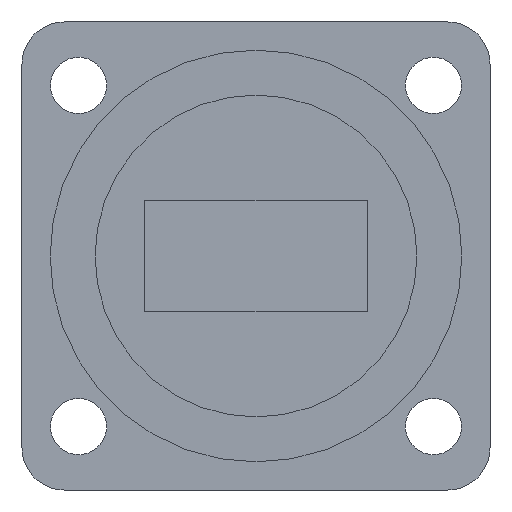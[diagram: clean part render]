
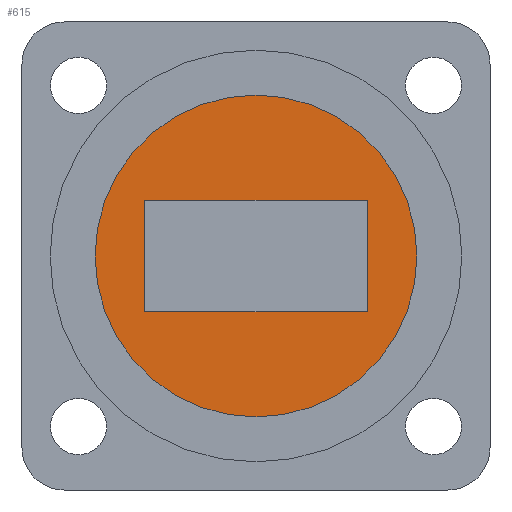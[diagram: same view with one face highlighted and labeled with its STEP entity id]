
A CAD part, left-side view. The second image highlights one B-rep face of the part: STEP entity #615.
In plain terms, the highlighted planar face has unit normal (-1, 0, 0).
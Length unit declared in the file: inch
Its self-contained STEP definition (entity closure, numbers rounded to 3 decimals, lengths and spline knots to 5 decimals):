
#13 = CARTESIAN_POINT ( 'NONE',  ( 0., -0.311, 0.15549 ) ) ;
#22 = VERTEX_POINT ( 'NONE', #1024 ) ;
#43 = DIRECTION ( 'NONE',  ( 0., 0., -1. ) ) ;
#52 = DIRECTION ( 'NONE',  ( 0., 1., 0. ) ) ;
#68 = VECTOR ( 'NONE', #43, 39.37008 ) ;
#119 = EDGE_LOOP ( 'NONE', ( #317, #857 ) ) ;
#137 = DIRECTION ( 'NONE',  ( 0., 0., 1. ) ) ;
#154 = DIRECTION ( 'NONE',  ( 0., -1., 0. ) ) ;
#176 = LINE ( 'NONE', #986, #1144 ) ;
#185 = EDGE_CURVE ( 'NONE', #844, #1178, #376, .T. ) ;
#216 = EDGE_CURVE ( 'NONE', #599, #647, #492, .T. ) ;
#225 = VERTEX_POINT ( 'NONE', #833 ) ;
#280 = CARTESIAN_POINT ( 'NONE',  ( 0., 0.311, 0.15549 ) ) ;
#291 = CIRCLE ( 'NONE', #644, 0.45079 ) ;
#303 = DIRECTION ( 'NONE',  ( 0., -1., 0. ) ) ;
#317 = ORIENTED_EDGE ( 'NONE', *, *, #216, .T. ) ;
#326 = CARTESIAN_POINT ( 'NONE',  ( 0., 0.45079, 0. ) ) ;
#362 = EDGE_CURVE ( 'NONE', #647, #599, #291, .T. ) ;
#376 = LINE ( 'NONE', #280, #666 ) ;
#395 = CARTESIAN_POINT ( 'NONE',  ( 0., -0.311, -0.15549 ) ) ;
#400 = DIRECTION ( 'NONE',  ( -1., 0., 0. ) ) ;
#407 = CARTESIAN_POINT ( 'NONE',  ( 0., 0.311, -0.15549 ) ) ;
#433 = DIRECTION ( 'NONE',  ( 1., 0., 0. ) ) ;
#476 = EDGE_LOOP ( 'NONE', ( #607, #668, #978, #1021 ) ) ;
#492 = CIRCLE ( 'NONE', #589, 0.45079 ) ;
#582 = CARTESIAN_POINT ( 'NONE',  ( 0., 0., 0. ) ) ;
#589 = AXIS2_PLACEMENT_3D ( 'NONE', #819, #1173, #1081 ) ;
#599 = VERTEX_POINT ( 'NONE', #915 ) ;
#606 = CARTESIAN_POINT ( 'NONE',  ( 0., 0., 0. ) ) ;
#607 = ORIENTED_EDGE ( 'NONE', *, *, #185, .F. ) ;
#615 = ADVANCED_FACE ( 'NONE', ( #701, #898 ), #832, .F. ) ;
#644 = AXIS2_PLACEMENT_3D ( 'NONE', #582, #400, #303 ) ;
#647 = VERTEX_POINT ( 'NONE', #326 ) ;
#666 = VECTOR ( 'NONE', #722, 39.37008 ) ;
#668 = ORIENTED_EDGE ( 'NONE', *, *, #926, .F. ) ;
#691 = EDGE_CURVE ( 'NONE', #22, #225, #176, .T. ) ;
#701 = FACE_BOUND ( 'NONE', #476, .T. ) ;
#722 = DIRECTION ( 'NONE',  ( 0., 1., 0. ) ) ;
#795 = LINE ( 'NONE', #395, #1098 ) ;
#812 = AXIS2_PLACEMENT_3D ( 'NONE', #606, #433, #52 ) ;
#819 = CARTESIAN_POINT ( 'NONE',  ( 0., 0., 0. ) ) ;
#832 = PLANE ( 'NONE',  #812 ) ;
#833 = CARTESIAN_POINT ( 'NONE',  ( 0., -0.311, -0.15549 ) ) ;
#844 = VERTEX_POINT ( 'NONE', #13 ) ;
#857 = ORIENTED_EDGE ( 'NONE', *, *, #362, .T. ) ;
#887 = EDGE_CURVE ( 'NONE', #1178, #22, #1043, .T. ) ;
#898 = FACE_OUTER_BOUND ( 'NONE', #119, .T. ) ;
#915 = CARTESIAN_POINT ( 'NONE',  ( 0., -0.45079, 0. ) ) ;
#926 = EDGE_CURVE ( 'NONE', #225, #844, #795, .T. ) ;
#978 = ORIENTED_EDGE ( 'NONE', *, *, #691, .F. ) ;
#986 = CARTESIAN_POINT ( 'NONE',  ( 0., 0.311, -0.15549 ) ) ;
#988 = CARTESIAN_POINT ( 'NONE',  ( 0., 0.311, 0.15549 ) ) ;
#1021 = ORIENTED_EDGE ( 'NONE', *, *, #887, .F. ) ;
#1024 = CARTESIAN_POINT ( 'NONE',  ( 0., 0.311, -0.15549 ) ) ;
#1043 = LINE ( 'NONE', #407, #68 ) ;
#1081 = DIRECTION ( 'NONE',  ( 0., -1., 0. ) ) ;
#1098 = VECTOR ( 'NONE', #137, 39.37008 ) ;
#1144 = VECTOR ( 'NONE', #154, 39.37008 ) ;
#1173 = DIRECTION ( 'NONE',  ( -1., 0., 0. ) ) ;
#1178 = VERTEX_POINT ( 'NONE', #988 ) ;
